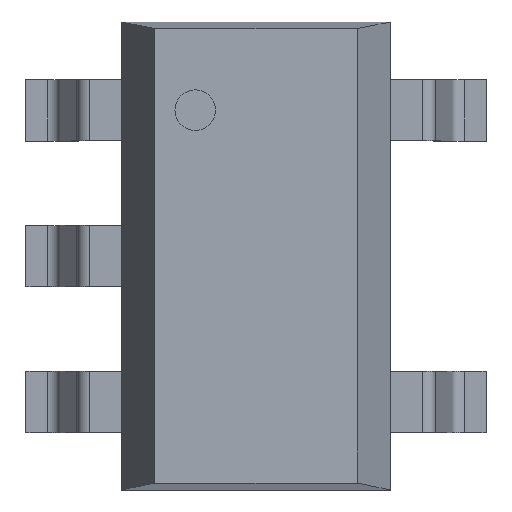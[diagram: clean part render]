
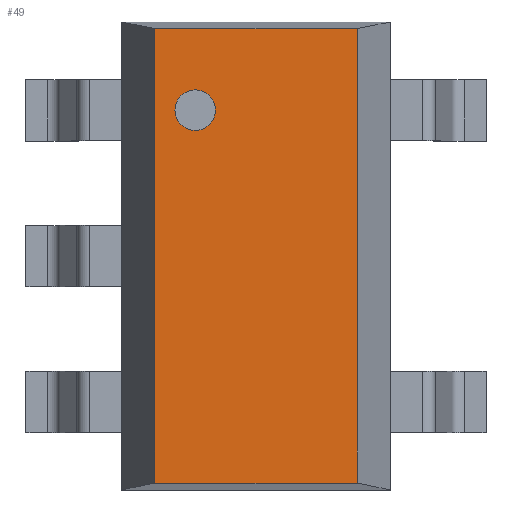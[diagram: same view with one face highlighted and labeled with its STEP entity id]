
A CAD part, top view. The second image highlights one B-rep face of the part: STEP entity #49.
In plain terms, the highlighted planar face has unit normal (0, 0, 1).
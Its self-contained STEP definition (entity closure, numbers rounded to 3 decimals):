
#49=ADVANCED_FACE($,(#55),#50,.F.);
#50=PLANE($,#51);
#51=AXIS2_PLACEMENT_3D($,#52,#53,#54);
#52=CARTESIAN_POINT('Origin',(-0.661,-1.481,1.520));
#53=DIRECTION('center_axis',(0.000,0.000,-1.000));
#54=DIRECTION('ref_axis',(0.000,1.000,0.000));
#55=FACE_OUTER_BOUND($,#56,.T.);
#56=EDGE_LOOP($,(#57,#67,#77,#87));
#57=ORIENTED_EDGE($,*,*,#58,.F.);
#58=EDGE_CURVE($,#59,#61,#63,.T.);
#59=VERTEX_POINT($,#60);
#60=CARTESIAN_POINT('',(0.661,-1.481,1.520));
#61=VERTEX_POINT($,#62);
#62=CARTESIAN_POINT('',(-0.661,-1.481,1.520));
#63=LINE($,#64,#65);
#64=CARTESIAN_POINT($,(0.661,-1.481,1.520));
#65=VECTOR($,#66,1.321);
#66=DIRECTION($,(-1.000,0.000,0.000));
#67=ORIENTED_EDGE($,*,*,#68,.F.);
#68=EDGE_CURVE($,#69,#71,#73,.T.);
#69=VERTEX_POINT($,#70);
#70=CARTESIAN_POINT('',(0.661,1.481,1.520));
#71=VERTEX_POINT($,#60);
#73=LINE($,#74,#75);
#74=CARTESIAN_POINT($,(0.661,1.481,1.520));
#75=VECTOR($,#76,2.962);
#76=DIRECTION($,(0.000,-1.000,0.000));
#77=ORIENTED_EDGE($,*,*,#78,.F.);
#78=EDGE_CURVE($,#79,#81,#83,.T.);
#79=VERTEX_POINT($,#80);
#80=CARTESIAN_POINT('',(-0.661,1.481,1.520));
#81=VERTEX_POINT($,#70);
#83=LINE($,#84,#85);
#84=CARTESIAN_POINT($,(-0.661,1.481,1.520));
#85=VECTOR($,#86,1.321);
#86=DIRECTION($,(1.000,0.000,0.000));
#87=ORIENTED_EDGE($,*,*,#88,.F.);
#88=EDGE_CURVE($,#89,#91,#93,.T.);
#89=VERTEX_POINT($,#62);
#91=VERTEX_POINT($,#80);
#93=LINE($,#94,#95);
#94=CARTESIAN_POINT($,(-0.661,-1.481,1.520));
#95=VECTOR($,#96,2.962);
#96=DIRECTION($,(0.000,1.000,0.000));
